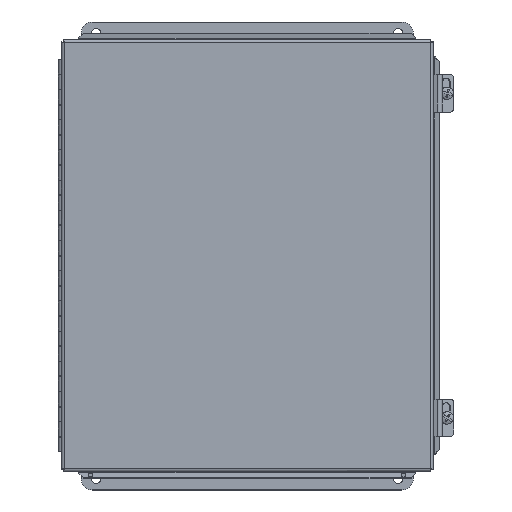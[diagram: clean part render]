
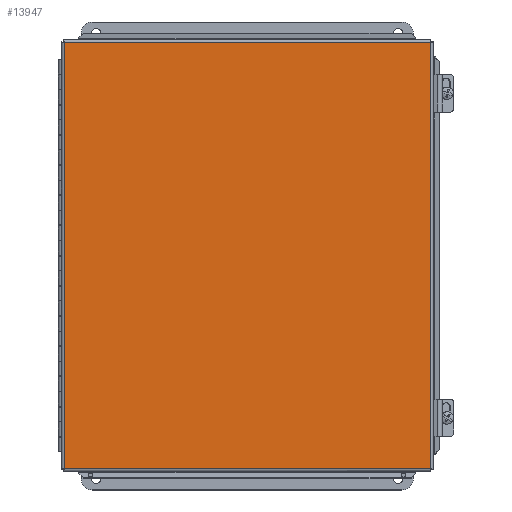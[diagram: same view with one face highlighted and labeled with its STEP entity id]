
A CAD part, top view. The second image highlights one B-rep face of the part: STEP entity #13947.
In plain terms, the highlighted face is planar.
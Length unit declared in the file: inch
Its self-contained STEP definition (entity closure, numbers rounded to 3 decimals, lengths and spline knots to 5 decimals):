
#13266=CARTESIAN_POINT('',(12.21675,0.09325,0.));
#13267=VERTEX_POINT('',#13266);
#13278=CARTESIAN_POINT('',(12.21675,14.21675,0.));
#13279=VERTEX_POINT('',#13278);
#13280=CARTESIAN_POINT('',(12.21675,14.21675,0.));
#13281=DIRECTION('',(0.0,-1.0,0.0));
#13282=VECTOR('',#13281,14.1235);
#13283=LINE('',#13280,#13282);
#13284=EDGE_CURVE('',#13279,#13267,#13283,.T.);
#13444=CARTESIAN_POINT('',(0.09325,0.09325,0.));
#13445=VERTEX_POINT('',#13444);
#13456=CARTESIAN_POINT('',(12.21675,0.09325,0.));
#13457=DIRECTION('',(-1.0,0.0,0.0));
#13458=VECTOR('',#13457,12.1235);
#13459=LINE('',#13456,#13458);
#13460=EDGE_CURVE('',#13267,#13445,#13459,.T.);
#13613=CARTESIAN_POINT('',(0.09325,14.21675,0.));
#13614=VERTEX_POINT('',#13613);
#13625=CARTESIAN_POINT('',(0.09325,0.09325,0.));
#13626=DIRECTION('',(0.0,1.0,0.0));
#13627=VECTOR('',#13626,14.1235);
#13628=LINE('',#13625,#13627);
#13629=EDGE_CURVE('',#13445,#13614,#13628,.T.);
#13792=CARTESIAN_POINT('',(0.09325,14.21675,0.));
#13793=DIRECTION('',(1.0,0.0,0.0));
#13794=VECTOR('',#13793,12.1235);
#13795=LINE('',#13792,#13794);
#13796=EDGE_CURVE('',#13614,#13279,#13795,.T.);
#13936=CARTESIAN_POINT('',(6.155,7.155,0.));
#13937=DIRECTION('',(0.0,0.0,1.0));
#13938=DIRECTION('',(1.0,0.0,0.0));
#13939=AXIS2_PLACEMENT_3D('',#13936,#13937,#13938);
#13940=PLANE('',#13939);
#13941=ORIENTED_EDGE('',*,*,#13284,.T.);
#13942=ORIENTED_EDGE('',*,*,#13460,.T.);
#13943=ORIENTED_EDGE('',*,*,#13629,.T.);
#13944=ORIENTED_EDGE('',*,*,#13796,.T.);
#13945=EDGE_LOOP('',(#13941,#13942,#13943,#13944));
#13946=FACE_OUTER_BOUND('',#13945,.T.);
#13947=ADVANCED_FACE('',(#13946),#13940,.F.);
